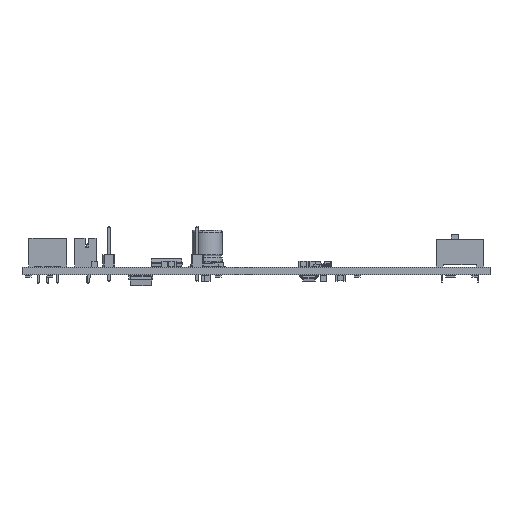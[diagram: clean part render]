
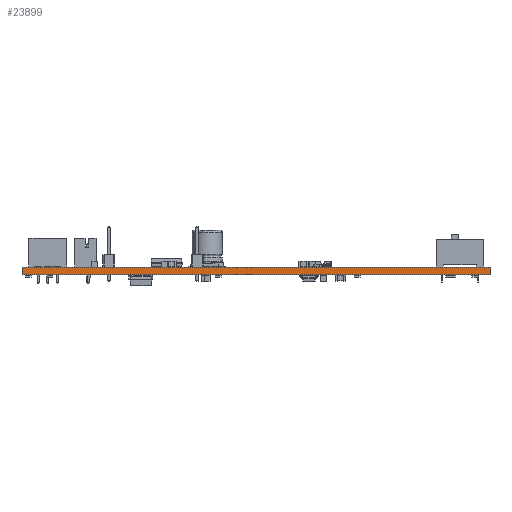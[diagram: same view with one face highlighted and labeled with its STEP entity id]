
A CAD part, left-side view. The second image highlights one B-rep face of the part: STEP entity #23899.
In plain terms, the highlighted planar face has unit normal (-1, 0, 0).
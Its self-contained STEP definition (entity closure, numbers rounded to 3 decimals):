
#21964 = VERTEX_POINT('',#21965);
#21965 = CARTESIAN_POINT('',(20.,-117.,0.));
#21971 = EDGE_CURVE('',#21964,#21972,#21974,.T.);
#21972 = VERTEX_POINT('',#21973);
#21973 = CARTESIAN_POINT('',(20.,-19.,0.));
#21974 = LINE('',#21975,#21976);
#21975 = CARTESIAN_POINT('',(20.,-117.,0.));
#21976 = VECTOR('',#21977,1.);
#21977 = DIRECTION('',(0.,1.,0.));
#22926 = VERTEX_POINT('',#22927);
#22927 = CARTESIAN_POINT('',(20.,-117.,1.6));
#22933 = EDGE_CURVE('',#22926,#22934,#22936,.T.);
#22934 = VERTEX_POINT('',#22935);
#22935 = CARTESIAN_POINT('',(20.,-19.,1.6));
#22936 = LINE('',#22937,#22938);
#22937 = CARTESIAN_POINT('',(20.,-117.,1.6));
#22938 = VECTOR('',#22939,1.);
#22939 = DIRECTION('',(0.,1.,0.));
#23869 = EDGE_CURVE('',#21972,#22934,#23870,.T.);
#23870 = LINE('',#23871,#23872);
#23871 = CARTESIAN_POINT('',(20.,-19.,0.));
#23872 = VECTOR('',#23873,1.);
#23873 = DIRECTION('',(0.,0.,1.));
#23899 = ADVANCED_FACE('',(#23900),#23911,.T.);
#23900 = FACE_BOUND('',#23901,.T.);
#23901 = EDGE_LOOP('',(#23902,#23908,#23909,#23910));
#23902 = ORIENTED_EDGE('',*,*,#23903,.T.);
#23903 = EDGE_CURVE('',#21964,#22926,#23904,.T.);
#23904 = LINE('',#23905,#23906);
#23905 = CARTESIAN_POINT('',(20.,-117.,0.));
#23906 = VECTOR('',#23907,1.);
#23907 = DIRECTION('',(0.,0.,1.));
#23908 = ORIENTED_EDGE('',*,*,#22933,.T.);
#23909 = ORIENTED_EDGE('',*,*,#23869,.F.);
#23910 = ORIENTED_EDGE('',*,*,#21971,.F.);
#23911 = PLANE('',#23912);
#23912 = AXIS2_PLACEMENT_3D('',#23913,#23914,#23915);
#23913 = CARTESIAN_POINT('',(20.,-117.,0.));
#23914 = DIRECTION('',(-1.,0.,0.));
#23915 = DIRECTION('',(0.,1.,0.));
